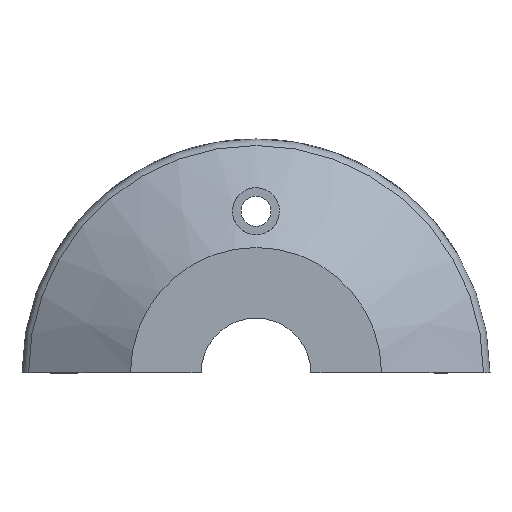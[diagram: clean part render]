
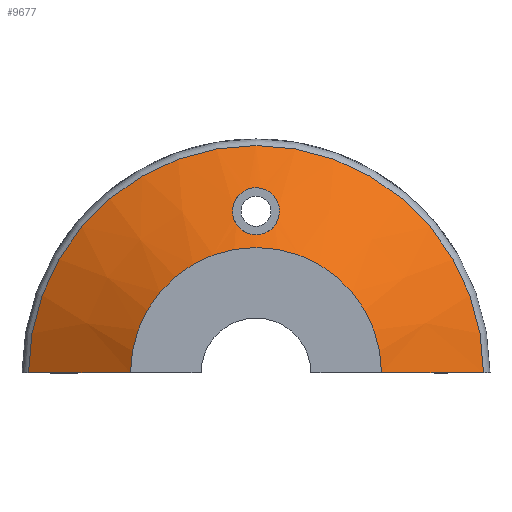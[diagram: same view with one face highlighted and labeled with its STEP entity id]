
A CAD part, front view. The second image highlights one B-rep face of the part: STEP entity #9677.
In plain terms, the highlighted conical face has half-angle 54.121 degrees and reference radius 22.913 mm.
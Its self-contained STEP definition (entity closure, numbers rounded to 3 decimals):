
#14=CONICAL_SURFACE('',#10074,22.913,0.945);
#216=FACE_BOUND('',#1554,.T.);
#382=CIRCLE('',#10073,28.997);
#383=CIRCLE('',#10075,16.);
#981=FACE_OUTER_BOUND('',#1553,.T.);
#1553=EDGE_LOOP('',(#8700,#8701,#8702,#8703));
#1554=EDGE_LOOP('',(#8704,#8705));
#2176=LINE('',#23206,#2813);
#2193=LINE('',#23301,#2830);
#2813=VECTOR('',#11359,10.);
#2830=VECTOR('',#11412,10.);
#3504=B_SPLINE_CURVE_WITH_KNOTS('',3,(#23249,#23250,#23251,#23252,#23253,
#23254,#23255,#23256,#23257,#23258,#23259,#23260,#23261,#23262,#23263,#23264,
#23265,#23266,#23267,#23268),.UNSPECIFIED.,.F.,.F.,(4,2,2,2,2,2,2,2,2,4),
(0.,0.129,0.258,0.359,0.459,
0.56,0.661,0.79,0.919,
0.972),.UNSPECIFIED.);
#3505=B_SPLINE_CURVE_WITH_KNOTS('',3,(#23269,#23270,#23271,#23272,#23273,
#23274,#23275,#23276,#23277,#23278,#23279,#23280,#23281,#23282,#23283,#23284,
#23285,#23286),.UNSPECIFIED.,.F.,.F.,(4,2,2,2,2,2,2,2,4),(0.972,
1.066,1.213,1.343,1.473,1.603,
1.733,1.88,2.027),.UNSPECIFIED.);
#4426=VERTEX_POINT('',#23203);
#4427=VERTEX_POINT('',#23205);
#4444=VERTEX_POINT('',#23247);
#4445=VERTEX_POINT('',#23248);
#4448=VERTEX_POINT('',#23296);
#4449=VERTEX_POINT('',#23300);
#5853=EDGE_CURVE('',#4426,#4427,#2176,.T.);
#5874=EDGE_CURVE('',#4444,#4445,#3504,.T.);
#5875=EDGE_CURVE('',#4445,#4444,#3505,.T.);
#5881=EDGE_CURVE('',#4448,#4426,#382,.T.);
#5882=EDGE_CURVE('',#4448,#4449,#2193,.T.);
#5883=EDGE_CURVE('',#4449,#4427,#383,.T.);
#8700=ORIENTED_EDGE('',*,*,#5881,.F.);
#8701=ORIENTED_EDGE('',*,*,#5882,.T.);
#8702=ORIENTED_EDGE('',*,*,#5883,.T.);
#8703=ORIENTED_EDGE('',*,*,#5853,.F.);
#8704=ORIENTED_EDGE('',*,*,#5874,.T.);
#8705=ORIENTED_EDGE('',*,*,#5875,.T.);
#9677=ADVANCED_FACE('',(#981,#216),#14,.T.);
#10073=AXIS2_PLACEMENT_3D('',#23298,#11408,#11409);
#10074=AXIS2_PLACEMENT_3D('',#23299,#11410,#11411);
#10075=AXIS2_PLACEMENT_3D('',#23302,#11413,#11414);
#11359=DIRECTION('',(-0.81,-0.586,0.));
#11408=DIRECTION('center_axis',(0.,1.,0.));
#11409=DIRECTION('ref_axis',(0.,0.,1.));
#11410=DIRECTION('center_axis',(0.,1.,0.));
#11411=DIRECTION('ref_axis',(-1.,0.,0.));
#11412=DIRECTION('',(0.81,-0.586,0.));
#11413=DIRECTION('center_axis',(0.,1.,0.));
#11414=DIRECTION('ref_axis',(-1.,0.,0.));
#23203=CARTESIAN_POINT('',(28.997,-21.599,0.));
#23205=CARTESIAN_POINT('',(16.,-31.,0.));
#23206=CARTESIAN_POINT('',(29.825,-21.,0.));
#23247=CARTESIAN_POINT('',(2.968,-27.821,20.178));
#23248=CARTESIAN_POINT('',(-3.,-27.505,20.615));
#23249=CARTESIAN_POINT('Ctrl Pts',(2.968,-27.821,20.178));
#23250=CARTESIAN_POINT('Ctrl Pts',(2.917,-28.072,19.834));
#23251=CARTESIAN_POINT('Ctrl Pts',(2.799,-28.345,19.471));
#23252=CARTESIAN_POINT('Ctrl Pts',(2.423,-28.859,18.805));
#23253=CARTESIAN_POINT('Ctrl Pts',(2.164,-29.101,18.502));
#23254=CARTESIAN_POINT('Ctrl Pts',(1.628,-29.446,18.077));
#23255=CARTESIAN_POINT('Ctrl Pts',(1.335,-29.587,17.907));
#23256=CARTESIAN_POINT('Ctrl Pts',(0.69,-29.781,
17.675));
#23257=CARTESIAN_POINT('Ctrl Pts',(0.336,-29.832,
17.615));
#23258=CARTESIAN_POINT('Ctrl Pts',(-0.336,-29.832,
17.615));
#23259=CARTESIAN_POINT('Ctrl Pts',(-0.69,-29.781,
17.675));
#23260=CARTESIAN_POINT('Ctrl Pts',(-1.335,-29.587,
17.907));
#23261=CARTESIAN_POINT('Ctrl Pts',(-1.628,-29.446,
18.077));
#23262=CARTESIAN_POINT('Ctrl Pts',(-2.164,-29.101,18.502));
#23263=CARTESIAN_POINT('Ctrl Pts',(-2.423,-28.859,
18.805));
#23264=CARTESIAN_POINT('Ctrl Pts',(-2.799,-28.345,19.471));
#23265=CARTESIAN_POINT('Ctrl Pts',(-2.917,-28.072,
19.834));
#23266=CARTESIAN_POINT('Ctrl Pts',(-2.989,-27.718,
20.319));
#23267=CARTESIAN_POINT('Ctrl Pts',(-3.,-27.612,20.466));
#23268=CARTESIAN_POINT('Ctrl Pts',(-3.,-27.505,20.615));
#23269=CARTESIAN_POINT('Ctrl Pts',(-3.,-27.505,20.615));
#23270=CARTESIAN_POINT('Ctrl Pts',(-3.,-27.314,
20.881));
#23271=CARTESIAN_POINT('Ctrl Pts',(-2.964,-27.121,
21.156));
#23272=CARTESIAN_POINT('Ctrl Pts',(-2.772,-26.648,
21.842));
#23273=CARTESIAN_POINT('Ctrl Pts',(-2.557,-26.379,
22.244));
#23274=CARTESIAN_POINT('Ctrl Pts',(-2.017,-25.968,22.87));
#23275=CARTESIAN_POINT('Ctrl Pts',(-1.674,-25.792,
23.142));
#23276=CARTESIAN_POINT('Ctrl Pts',(-0.883,-25.555,
23.515));
#23277=CARTESIAN_POINT('Ctrl Pts',(-0.434,-25.492,
23.615));
#23278=CARTESIAN_POINT('Ctrl Pts',(0.434,-25.492,
23.615));
#23279=CARTESIAN_POINT('Ctrl Pts',(0.883,-25.555,
23.515));
#23280=CARTESIAN_POINT('Ctrl Pts',(1.674,-25.792,23.142));
#23281=CARTESIAN_POINT('Ctrl Pts',(2.017,-25.968,22.87));
#23282=CARTESIAN_POINT('Ctrl Pts',(2.557,-26.379,22.244));
#23283=CARTESIAN_POINT('Ctrl Pts',(2.772,-26.648,21.842));
#23284=CARTESIAN_POINT('Ctrl Pts',(3.006,-27.225,21.006));
#23285=CARTESIAN_POINT('Ctrl Pts',(3.026,-27.534,20.571));
#23286=CARTESIAN_POINT('Ctrl Pts',(2.968,-27.821,20.178));
#23296=CARTESIAN_POINT('',(-28.997,-21.599,0.));
#23298=CARTESIAN_POINT('Origin',(0.,-21.599,
0.));
#23299=CARTESIAN_POINT('Origin',(0.,-26.,0.));
#23300=CARTESIAN_POINT('',(-16.,-31.,0.));
#23301=CARTESIAN_POINT('',(-29.825,-21.,0.));
#23302=CARTESIAN_POINT('Origin',(0.,-31.,0.));
